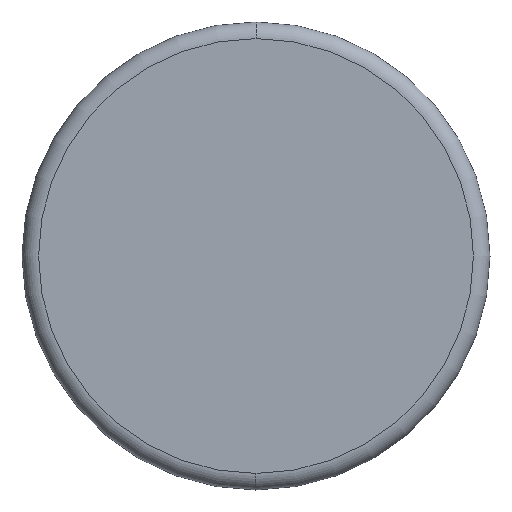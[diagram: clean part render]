
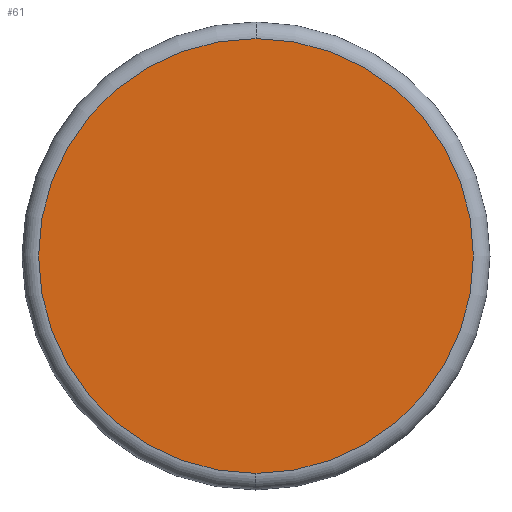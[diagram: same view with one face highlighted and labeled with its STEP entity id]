
A CAD part, left-side view. The second image highlights one B-rep face of the part: STEP entity #61.
In plain terms, the highlighted planar face has unit normal (-1, 0, 0).
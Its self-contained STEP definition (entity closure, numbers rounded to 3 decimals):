
#3 = CIRCLE ( 'NONE', #191, 19.7 ) ;
#19 = FACE_OUTER_BOUND ( 'NONE', #217, .T. ) ;
#31 = VERTEX_POINT ( 'NONE', #374 ) ;
#39 = ORIENTED_EDGE ( 'NONE', *, *, #555, .T. ) ;
#47 = VERTEX_POINT ( 'NONE', #434 ) ;
#61 = ADVANCED_FACE ( 'NONE', ( #19 ), #438, .F. ) ;
#131 = DIRECTION ( 'NONE',  ( 0., 0., 1. ) ) ;
#148 = DIRECTION ( 'NONE',  ( 0., 0., 1. ) ) ;
#167 = CARTESIAN_POINT ( 'NONE',  ( -4., 0., 0. ) ) ;
#191 = AXIS2_PLACEMENT_3D ( 'NONE', #298, #333, #148 ) ;
#217 = EDGE_LOOP ( 'NONE', ( #534, #39 ) ) ;
#253 = EDGE_CURVE ( 'NONE', #31, #47, #3, .T. ) ;
#298 = CARTESIAN_POINT ( 'NONE',  ( -4., 0., 0. ) ) ;
#299 = AXIS2_PLACEMENT_3D ( 'NONE', #167, #409, #131 ) ;
#307 = CARTESIAN_POINT ( 'NONE',  ( -4., 19.7, 0. ) ) ;
#333 = DIRECTION ( 'NONE',  ( -1., 0., 0. ) ) ;
#349 = DIRECTION ( 'NONE',  ( 1., 0., 0. ) ) ;
#364 = CIRCLE ( 'NONE', #299, 19.7 ) ;
#374 = CARTESIAN_POINT ( 'NONE',  ( -4., 0., 19.7 ) ) ;
#409 = DIRECTION ( 'NONE',  ( -1., 0., 0. ) ) ;
#434 = CARTESIAN_POINT ( 'NONE',  ( -4., 0., -19.7 ) ) ;
#438 = PLANE ( 'NONE',  #492 ) ;
#486 = DIRECTION ( 'NONE',  ( 0., 0., -1. ) ) ;
#492 = AXIS2_PLACEMENT_3D ( 'NONE', #307, #349, #486 ) ;
#534 = ORIENTED_EDGE ( 'NONE', *, *, #253, .T. ) ;
#555 = EDGE_CURVE ( 'NONE', #47, #31, #364, .T. ) ;
